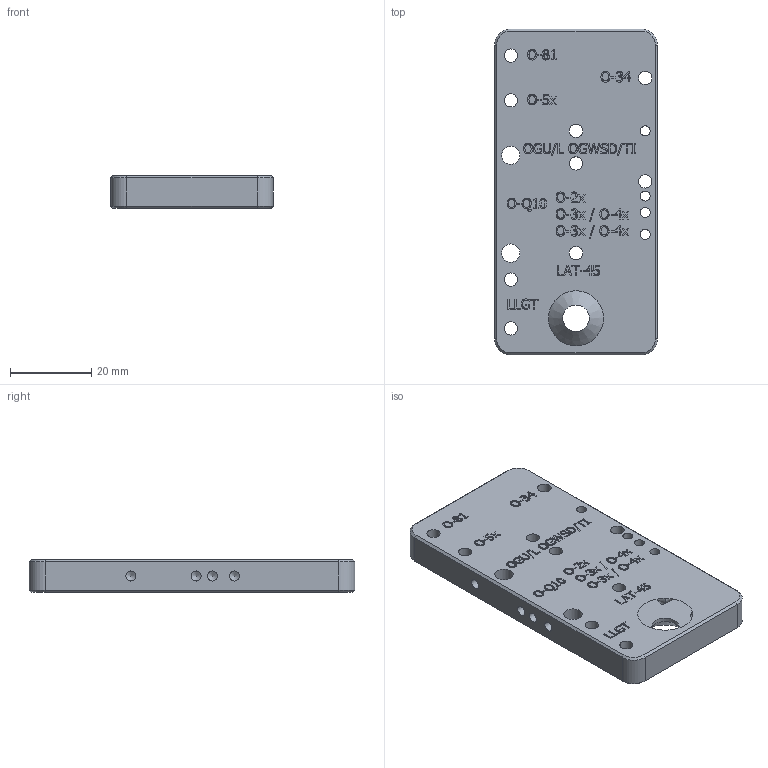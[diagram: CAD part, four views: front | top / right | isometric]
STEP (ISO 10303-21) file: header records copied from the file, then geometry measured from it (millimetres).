
FILE_DESCRIPTION(/* description */ ('Adapterplatte Opto'),/* implementation_level */ '2;1');
FILE_NAME(/* name */ 'UBT-KU-PH-MP-OPTO.stp',/* time_stamp */ '2025-06-24T07:18:50+02:00',/* author */ ('ck'),/* organization */ ('di-soric GmbH & Co. KG'),/* preprocessor_version */ 'ST-DEVELOPER v20',/* originating_system */ 'Autodesk Inventor 2025',/* authorisation */ '');
FILE_SCHEMA (('AUTOMOTIVE_DESIGN { 1 0 10303 214 3 1 1 }'));
Length unit declared in the file: millimetre
Products named in the file (1): 590.0550.125
Bounding box: 40 x 80 x 8 mm (x, y, z)
Volume: 23029.4 mm3; surface area: 10183.2 mm2
Topology: 1 solids, 1 shells, 892 faces, 2398 edges, 1590 vertices
Faces by surface type: plane 468, bspline 374, cylinder 30, cone 20
Full cylindrical faces by diameter (mm): 2.459 x8, 3.242 x13, 3.3 x2, 4.5 x2, 6.5 x1
Entity records: 30766 total; most frequent: CARTESIAN_POINT 10848, ORIENTED_EDGE 4776, DIRECTION 2752, EDGE_CURVE 2388, VERTEX_POINT 1590, LINE 1570, VECTOR 1570, EDGE_LOOP 1016
